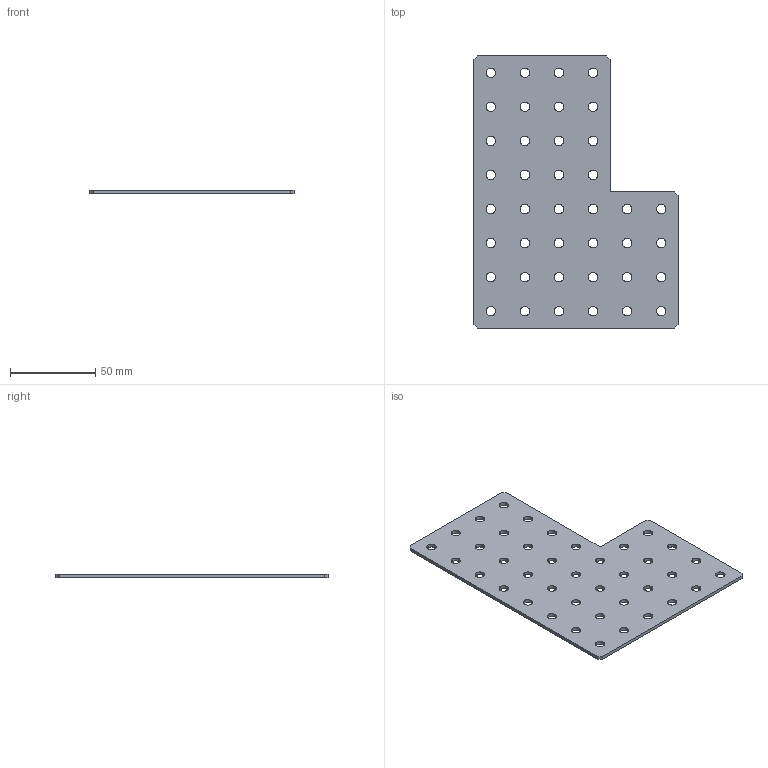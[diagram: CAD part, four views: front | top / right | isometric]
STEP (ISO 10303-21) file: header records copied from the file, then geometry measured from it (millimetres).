
FILE_DESCRIPTION (( 'STEP AP203' ), '1' );
FILE_NAME ('Ã-ïëàñòèíà 20 ñåðèÿ 4õ4 40îòâ 120õ160õ2.STEP', '2023-06-21T06:30:39', ( '' ), ( '' ), 'SwSTEP 2.0', 'SolidWorks 2022', '' );
FILE_SCHEMA (( 'CONFIG_CONTROL_DESIGN' ));
Length unit declared in the file: millimetre
Products named in the file (1): Г-пластина 20 серия 4х4 40отв 120х160х2
Bounding box: 120 x 160 x 2 mm (x, y, z)
Volume: 30079.3 mm3; surface area: 32569.9 mm2
Topology: 1 solids, 1 shells, 93 faces, 273 edges, 182 vertices
Faces by surface type: cylinder 80, plane 13
Entity records: 3424 total; most frequent: DIRECTION 621, CARTESIAN_POINT 549, ORIENTED_EDGE 546, EDGE_CURVE 273, AXIS2_PLACEMENT_3D 254, VERTEX_POINT 182, EDGE_LOOP 173, CIRCLE 160
